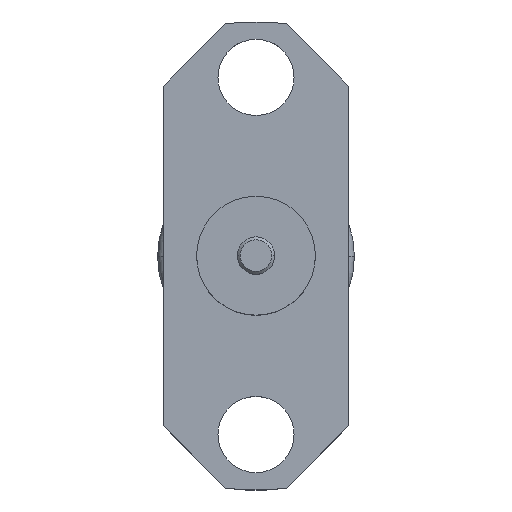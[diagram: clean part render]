
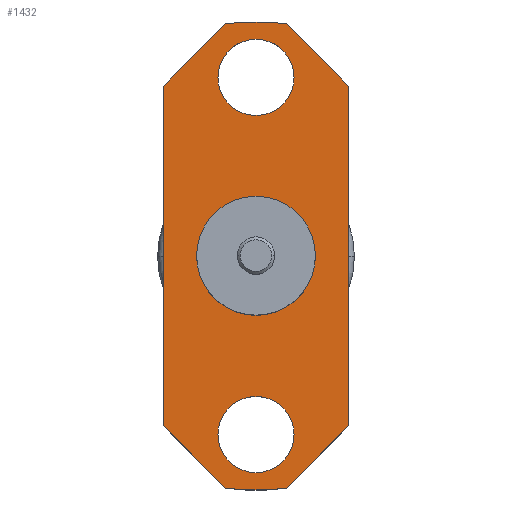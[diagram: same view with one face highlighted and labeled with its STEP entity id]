
A CAD part, top view. The second image highlights one B-rep face of the part: STEP entity #1432.
In plain terms, the highlighted planar face has unit normal (0, 0, 1).
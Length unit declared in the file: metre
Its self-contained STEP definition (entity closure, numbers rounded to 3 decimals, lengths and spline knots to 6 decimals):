
#7 = DIRECTION ( 'NONE',  ( -1., 0., 0. ) ) ;
#53 = EDGE_CURVE ( 'NONE', #477, #1238, #1108, .T. ) ;
#54 = EDGE_LOOP ( 'NONE', ( #621, #1282 ) ) ;
#58 = CARTESIAN_POINT ( 'NONE',  ( -0.003175, 0.005805, 0. ) ) ;
#75 = CARTESIAN_POINT ( 'NONE',  ( -0.0013, -0.0061, 0. ) ) ;
#77 = AXIS2_PLACEMENT_3D ( 'NONE', #937, #192, #1060 ) ;
#96 = AXIS2_PLACEMENT_3D ( 'NONE', #1104, #364, #1227 ) ;
#105 = VERTEX_POINT ( 'NONE', #1034 ) ;
#119 = CIRCLE ( 'NONE', #1535, 0.00203 ) ;
#125 = CARTESIAN_POINT ( 'NONE',  ( 0.00203, 0., 0. ) ) ;
#128 = CARTESIAN_POINT ( 'NONE',  ( -0.001049, -0.007931, 0. ) ) ;
#140 = PLANE ( 'NONE',  #223 ) ;
#145 = DIRECTION ( 'NONE',  ( 0.707, 0.707, 0. ) ) ;
#152 = FACE_BOUND ( 'NONE', #54, .T. ) ;
#172 = CARTESIAN_POINT ( 'NONE',  ( -0.003175, 0.005805, 0. ) ) ;
#184 = DIRECTION ( 'NONE',  ( 0., 0., 1. ) ) ;
#192 = DIRECTION ( 'NONE',  ( 0., 0., -1. ) ) ;
#194 = VERTEX_POINT ( 'NONE', #125 ) ;
#211 = LINE ( 'NONE', #1165, #764 ) ;
#223 = AXIS2_PLACEMENT_3D ( 'NONE', #266, #523, #1383 ) ;
#227 = CARTESIAN_POINT ( 'NONE',  ( -0.00203, 0., 0. ) ) ;
#230 = ORIENTED_EDGE ( 'NONE', *, *, #1033, .T. ) ;
#236 = CIRCLE ( 'NONE', #815, 0.0013 ) ;
#266 = CARTESIAN_POINT ( 'NONE',  ( 0., 0.008, 0. ) ) ;
#269 = ORIENTED_EDGE ( 'NONE', *, *, #1532, .T. ) ;
#278 = ORIENTED_EDGE ( 'NONE', *, *, #759, .T. ) ;
#287 = CARTESIAN_POINT ( 'NONE',  ( 0., 0., 0. ) ) ;
#316 = ORIENTED_EDGE ( 'NONE', *, *, #1135, .T. ) ;
#348 = VERTEX_POINT ( 'NONE', #75 ) ;
#364 = DIRECTION ( 'NONE',  ( 0., 0., -1. ) ) ;
#413 = CIRCLE ( 'NONE', #96, 0.008 ) ;
#416 = DIRECTION ( 'NONE',  ( 1., 0., 0. ) ) ;
#426 = DIRECTION ( 'NONE',  ( 0., 1., 0. ) ) ;
#435 = CARTESIAN_POINT ( 'NONE',  ( 0.001049, 0.007931, 0. ) ) ;
#463 = CARTESIAN_POINT ( 'NONE',  ( -0.001049, 0.007931, 0. ) ) ;
#473 = CARTESIAN_POINT ( 'NONE',  ( 0., 0.0061, 0. ) ) ;
#477 = VERTEX_POINT ( 'NONE', #1334 ) ;
#509 = LINE ( 'NONE', #463, #766 ) ;
#519 = ORIENTED_EDGE ( 'NONE', *, *, #53, .F. ) ;
#520 = AXIS2_PLACEMENT_3D ( 'NONE', #929, #184, #1051 ) ;
#523 = DIRECTION ( 'NONE',  ( 0., 0., 1. ) ) ;
#528 = VERTEX_POINT ( 'NONE', #1577 ) ;
#561 = EDGE_CURVE ( 'NONE', #194, #1283, #119, .T. ) ;
#568 = EDGE_CURVE ( 'NONE', #1480, #1390, #413, .T. ) ;
#570 = CIRCLE ( 'NONE', #1414, 0.0013 ) ;
#584 = ORIENTED_EDGE ( 'NONE', *, *, #632, .F. ) ;
#591 = DIRECTION ( 'NONE',  ( -0.707, -0.707, 0. ) ) ;
#601 = DIRECTION ( 'NONE',  ( 1., 0., 0. ) ) ;
#615 = DIRECTION ( 'NONE',  ( 0., 0., -1. ) ) ;
#621 = ORIENTED_EDGE ( 'NONE', *, *, #1369, .F. ) ;
#632 = EDGE_CURVE ( 'NONE', #658, #528, #950, .T. ) ;
#638 = DIRECTION ( 'NONE',  ( 0., 0., 1. ) ) ;
#648 = CARTESIAN_POINT ( 'NONE',  ( 0.003175, -0.005805, 0. ) ) ;
#658 = VERTEX_POINT ( 'NONE', #1295 ) ;
#662 = VERTEX_POINT ( 'NONE', #696 ) ;
#663 = VECTOR ( 'NONE', #1265, 1. ) ;
#668 = VERTEX_POINT ( 'NONE', #1546 ) ;
#696 = CARTESIAN_POINT ( 'NONE',  ( 0.0013, -0.0061, 0. ) ) ;
#730 = CIRCLE ( 'NONE', #1426, 0.0013 ) ;
#757 = DIRECTION ( 'NONE',  ( 0., 0., 1. ) ) ;
#759 = EDGE_CURVE ( 'NONE', #477, #1185, #509, .T. ) ;
#764 = VECTOR ( 'NONE', #426, 1. ) ;
#766 = VECTOR ( 'NONE', #591, 1. ) ;
#781 = FACE_BOUND ( 'NONE', #1454, .T. ) ;
#791 = CARTESIAN_POINT ( 'NONE',  ( 0.003175, -0.005805, 0. ) ) ;
#794 = EDGE_CURVE ( 'NONE', #528, #658, #730, .T. ) ;
#815 = AXIS2_PLACEMENT_3D ( 'NONE', #1488, #757, #7 ) ;
#872 = LINE ( 'NONE', #1518, #1157 ) ;
#887 = AXIS2_PLACEMENT_3D ( 'NONE', #287, #1151, #416 ) ;
#919 = EDGE_LOOP ( 'NONE', ( #1420, #316, #519, #278, #1164, #1417, #1036, #230 ) ) ;
#920 = EDGE_CURVE ( 'NONE', #348, #662, #236, .T. ) ;
#921 = DIRECTION ( 'NONE',  ( 0., -1., 0. ) ) ;
#929 = CARTESIAN_POINT ( 'NONE',  ( 0., 0.0061, 0. ) ) ;
#937 = CARTESIAN_POINT ( 'NONE',  ( 0., 0., 0. ) ) ;
#950 = CIRCLE ( 'NONE', #520, 0.0013 ) ;
#984 = LINE ( 'NONE', #1141, #663 ) ;
#987 = VECTOR ( 'NONE', #145, 1. ) ;
#1010 = ORIENTED_EDGE ( 'NONE', *, *, #561, .T. ) ;
#1033 = EDGE_CURVE ( 'NONE', #1480, #1138, #1318, .T. ) ;
#1034 = CARTESIAN_POINT ( 'NONE',  ( -0.003175, -0.005805, 0. ) ) ;
#1036 = ORIENTED_EDGE ( 'NONE', *, *, #568, .F. ) ;
#1051 = DIRECTION ( 'NONE',  ( 1., 0., 0. ) ) ;
#1060 = DIRECTION ( 'NONE',  ( -1., 0., 0. ) ) ;
#1062 = FACE_OUTER_BOUND ( 'NONE', #919, .T. ) ;
#1104 = CARTESIAN_POINT ( 'NONE',  ( 0., 0., 0. ) ) ;
#1108 = CIRCLE ( 'NONE', #77, 0.008 ) ;
#1122 = VECTOR ( 'NONE', #921, 1. ) ;
#1135 = EDGE_CURVE ( 'NONE', #668, #1238, #872, .T. ) ;
#1138 = VERTEX_POINT ( 'NONE', #791 ) ;
#1141 = CARTESIAN_POINT ( 'NONE',  ( -0.003175, -0.005805, 0. ) ) ;
#1151 = DIRECTION ( 'NONE',  ( 0., 0., -1. ) ) ;
#1157 = VECTOR ( 'NONE', #1404, 1. ) ;
#1164 = ORIENTED_EDGE ( 'NONE', *, *, #1193, .T. ) ;
#1165 = CARTESIAN_POINT ( 'NONE',  ( 0.003175, 0.005805, 0. ) ) ;
#1181 = EDGE_CURVE ( 'NONE', #1138, #668, #211, .T. ) ;
#1185 = VERTEX_POINT ( 'NONE', #172 ) ;
#1193 = EDGE_CURVE ( 'NONE', #1185, #105, #1415, .T. ) ;
#1227 = DIRECTION ( 'NONE',  ( -1., 0., 0. ) ) ;
#1238 = VERTEX_POINT ( 'NONE', #435 ) ;
#1265 = DIRECTION ( 'NONE',  ( 0.707, -0.707, 0. ) ) ;
#1282 = ORIENTED_EDGE ( 'NONE', *, *, #920, .F. ) ;
#1283 = VERTEX_POINT ( 'NONE', #227 ) ;
#1295 = CARTESIAN_POINT ( 'NONE',  ( -0.0013, 0.0061, 0. ) ) ;
#1302 = ORIENTED_EDGE ( 'NONE', *, *, #794, .F. ) ;
#1318 = LINE ( 'NONE', #648, #987 ) ;
#1334 = CARTESIAN_POINT ( 'NONE',  ( -0.001049, 0.007931, 0. ) ) ;
#1336 = DIRECTION ( 'NONE',  ( 0., 0., 1. ) ) ;
#1350 = CARTESIAN_POINT ( 'NONE',  ( 0., 0., 0. ) ) ;
#1367 = CARTESIAN_POINT ( 'NONE',  ( 0., -0.0061, 0. ) ) ;
#1369 = EDGE_CURVE ( 'NONE', #662, #348, #570, .T. ) ;
#1383 = DIRECTION ( 'NONE',  ( 1., 0., 0. ) ) ;
#1390 = VERTEX_POINT ( 'NONE', #128 ) ;
#1394 = CARTESIAN_POINT ( 'NONE',  ( 0.001049, -0.007931, 0. ) ) ;
#1397 = FACE_BOUND ( 'NONE', #1421, .T. ) ;
#1404 = DIRECTION ( 'NONE',  ( -0.707, 0.707, 0. ) ) ;
#1414 = AXIS2_PLACEMENT_3D ( 'NONE', #1367, #638, #1496 ) ;
#1415 = LINE ( 'NONE', #58, #1122 ) ;
#1417 = ORIENTED_EDGE ( 'NONE', *, *, #1473, .T. ) ;
#1420 = ORIENTED_EDGE ( 'NONE', *, *, #1181, .T. ) ;
#1421 = EDGE_LOOP ( 'NONE', ( #1302, #584 ) ) ;
#1426 = AXIS2_PLACEMENT_3D ( 'NONE', #473, #1336, #601 ) ;
#1432 = ADVANCED_FACE ( 'NONE', ( #781, #152, #1397, #1062 ), #140, .T. ) ;
#1454 = EDGE_LOOP ( 'NONE', ( #269, #1010 ) ) ;
#1471 = DIRECTION ( 'NONE',  ( 1., 0., 0. ) ) ;
#1473 = EDGE_CURVE ( 'NONE', #105, #1390, #984, .T. ) ;
#1480 = VERTEX_POINT ( 'NONE', #1394 ) ;
#1488 = CARTESIAN_POINT ( 'NONE',  ( 0., -0.0061, 0. ) ) ;
#1496 = DIRECTION ( 'NONE',  ( -1., 0., 0. ) ) ;
#1518 = CARTESIAN_POINT ( 'NONE',  ( 0.001049, 0.007931, 0. ) ) ;
#1532 = EDGE_CURVE ( 'NONE', #1283, #194, #1599, .T. ) ;
#1535 = AXIS2_PLACEMENT_3D ( 'NONE', #1350, #615, #1471 ) ;
#1546 = CARTESIAN_POINT ( 'NONE',  ( 0.003175, 0.005805, 0. ) ) ;
#1577 = CARTESIAN_POINT ( 'NONE',  ( 0.0013, 0.0061, 0. ) ) ;
#1599 = CIRCLE ( 'NONE', #887, 0.00203 ) ;
